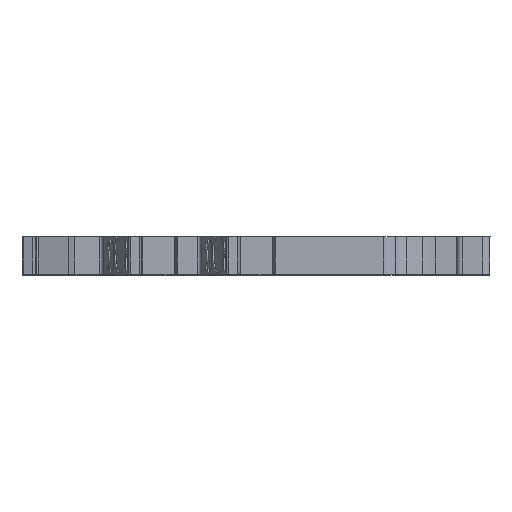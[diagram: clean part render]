
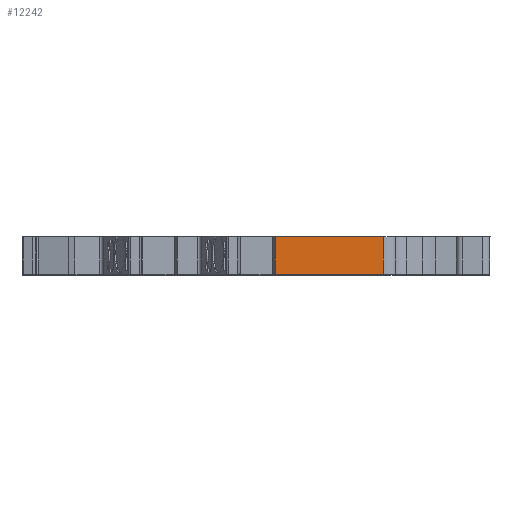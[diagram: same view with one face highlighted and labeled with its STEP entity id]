
A CAD part, left-side view. The second image highlights one B-rep face of the part: STEP entity #12242.
In plain terms, the highlighted planar face has unit normal (-1, 0, 0).
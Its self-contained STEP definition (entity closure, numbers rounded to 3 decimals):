
#287 = AXIS2_PLACEMENT_3D ( 'NONE', #17951, #31690, #4882 ) ;
#525 = CARTESIAN_POINT ( 'NONE',  ( -50.696, 7.895, 0.15 ) ) ;
#766 = CARTESIAN_POINT ( 'NONE',  ( -50.696, 0., 5.15 ) ) ;
#938 = DIRECTION ( 'NONE',  ( 0., 0., -1. ) ) ;
#981 = EDGE_LOOP ( 'NONE', ( #27978, #4195, #33962, #22359 ) ) ;
#2133 = LINE ( 'NONE', #2462, #31058 ) ;
#2462 = CARTESIAN_POINT ( 'NONE',  ( -50.696, 22.236, 5.15 ) ) ;
#3352 = LINE ( 'NONE', #525, #8780 ) ;
#4195 = ORIENTED_EDGE ( 'NONE', *, *, #10084, .F. ) ;
#4371 = FACE_OUTER_BOUND ( 'NONE', #981, .T. ) ;
#4882 = DIRECTION ( 'NONE',  ( 0., 0., -1. ) ) ;
#5544 = EDGE_CURVE ( 'NONE', #26005, #30183, #3352, .T. ) ;
#8780 = VECTOR ( 'NONE', #14110, 1000. ) ;
#9822 = CARTESIAN_POINT ( 'NONE',  ( -50.696, 7.895, 5.15 ) ) ;
#10084 = EDGE_CURVE ( 'NONE', #14505, #26005, #14331, .T. ) ;
#11180 = LINE ( 'NONE', #766, #28243 ) ;
#11525 = DIRECTION ( 'NONE',  ( 0., -1., 0. ) ) ;
#12242 = ADVANCED_FACE ( 'NONE', ( #4371 ), #12807, .F. ) ;
#12807 = PLANE ( 'NONE',  #287 ) ;
#14110 = DIRECTION ( 'NONE',  ( 0., 1., 0. ) ) ;
#14331 = LINE ( 'NONE', #25104, #30396 ) ;
#14505 = VERTEX_POINT ( 'NONE', #9822 ) ;
#17951 = CARTESIAN_POINT ( 'NONE',  ( -50.696, 0., 5.15 ) ) ;
#21308 = EDGE_CURVE ( 'NONE', #27866, #30183, #2133, .T. ) ;
#22359 = ORIENTED_EDGE ( 'NONE', *, *, #21308, .T. ) ;
#23819 = DIRECTION ( 'NONE',  ( 0., 0., -1. ) ) ;
#25104 = CARTESIAN_POINT ( 'NONE',  ( -50.696, 7.895, 5.15 ) ) ;
#26005 = VERTEX_POINT ( 'NONE', #28695 ) ;
#27866 = VERTEX_POINT ( 'NONE', #33706 ) ;
#27978 = ORIENTED_EDGE ( 'NONE', *, *, #5544, .F. ) ;
#28243 = VECTOR ( 'NONE', #11525, 1000. ) ;
#28695 = CARTESIAN_POINT ( 'NONE',  ( -50.696, 7.895, 0.15 ) ) ;
#30183 = VERTEX_POINT ( 'NONE', #32537 ) ;
#30396 = VECTOR ( 'NONE', #938, 1000. ) ;
#31058 = VECTOR ( 'NONE', #23819, 1000. ) ;
#31690 = DIRECTION ( 'NONE',  ( 1., 0., 0. ) ) ;
#32537 = CARTESIAN_POINT ( 'NONE',  ( -50.696, 22.236, 0.15 ) ) ;
#33706 = CARTESIAN_POINT ( 'NONE',  ( -50.696, 22.236, 5.15 ) ) ;
#33962 = ORIENTED_EDGE ( 'NONE', *, *, #34260, .F. ) ;
#34260 = EDGE_CURVE ( 'NONE', #27866, #14505, #11180, .T. ) ;
